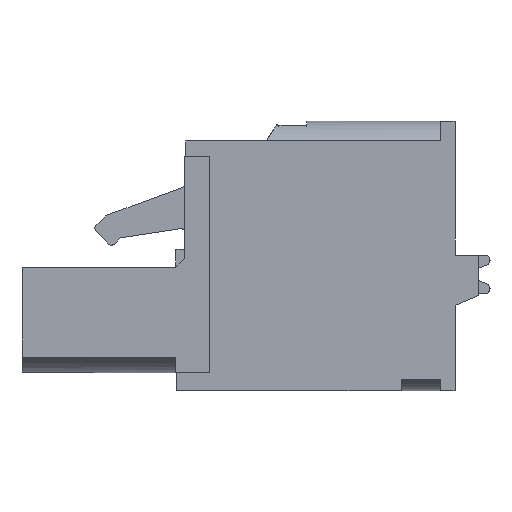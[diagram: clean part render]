
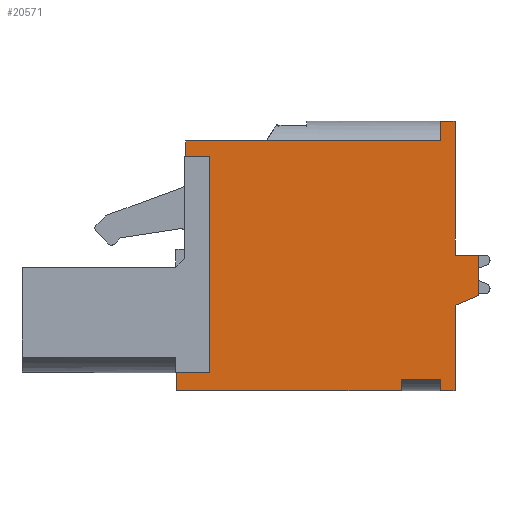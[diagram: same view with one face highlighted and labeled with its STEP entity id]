
A CAD part, left-side view. The second image highlights one B-rep face of the part: STEP entity #20571.
In plain terms, the highlighted planar face has unit normal (-1, 0, 0).
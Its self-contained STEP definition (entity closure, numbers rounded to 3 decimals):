
#1848=ORIENTED_EDGE('',*,*,#7753,.T.);
#1849=ORIENTED_EDGE('',*,*,#6840,.T.);
#1850=ORIENTED_EDGE('',*,*,#7328,.T.);
#1851=ORIENTED_EDGE('',*,*,#7137,.T.);
#1852=ORIENTED_EDGE('',*,*,#7754,.T.);
#1853=ORIENTED_EDGE('',*,*,#7067,.T.);
#1854=ORIENTED_EDGE('',*,*,#7288,.F.);
#1855=ORIENTED_EDGE('',*,*,#7200,.F.);
#1856=ORIENTED_EDGE('',*,*,#7755,.T.);
#1857=ORIENTED_EDGE('',*,*,#7737,.T.);
#1858=ORIENTED_EDGE('',*,*,#7756,.T.);
#1859=ORIENTED_EDGE('',*,*,#7757,.F.);
#1860=ORIENTED_EDGE('',*,*,#6945,.T.);
#1861=ORIENTED_EDGE('',*,*,#7758,.T.);
#1862=ORIENTED_EDGE('',*,*,#7759,.T.);
#1863=ORIENTED_EDGE('',*,*,#7760,.F.);
#1864=ORIENTED_EDGE('',*,*,#7761,.F.);
#1865=ORIENTED_EDGE('',*,*,#7239,.T.);
#6840=EDGE_CURVE('',#9901,#9900,#11913,.T.);
#6945=EDGE_CURVE('',#10006,#10005,#11990,.T.);
#7067=EDGE_CURVE('',#10128,#10127,#12110,.T.);
#7137=EDGE_CURVE('',#10198,#10197,#12180,.T.);
#7200=EDGE_CURVE('',#10259,#10260,#12243,.T.);
#7239=EDGE_CURVE('',#10299,#10298,#12282,.T.);
#7288=EDGE_CURVE('',#10260,#10127,#12316,.T.);
#7328=EDGE_CURVE('',#9900,#10198,#12356,.T.);
#7737=EDGE_CURVE('',#10618,#10617,#12664,.T.);
#7753=EDGE_CURVE('',#10298,#9901,#12670,.T.);
#7754=EDGE_CURVE('',#10197,#10128,#12671,.T.);
#7755=EDGE_CURVE('',#10259,#10618,#12672,.T.);
#7756=EDGE_CURVE('',#10617,#10626,#12673,.T.);
#7757=EDGE_CURVE('',#10006,#10626,#12674,.T.);
#7758=EDGE_CURVE('',#10005,#10627,#12675,.T.);
#7759=EDGE_CURVE('',#10627,#10628,#12676,.T.);
#7760=EDGE_CURVE('',#10629,#10628,#12677,.T.);
#7761=EDGE_CURVE('',#10299,#10629,#12678,.T.);
#9900=VERTEX_POINT('',#28638);
#9901=VERTEX_POINT('',#28640);
#10005=VERTEX_POINT('',#28849);
#10006=VERTEX_POINT('',#28851);
#10127=VERTEX_POINT('',#29102);
#10128=VERTEX_POINT('',#29104);
#10197=VERTEX_POINT('',#29243);
#10198=VERTEX_POINT('',#29245);
#10259=VERTEX_POINT('',#29369);
#10260=VERTEX_POINT('',#29371);
#10298=VERTEX_POINT('',#29448);
#10299=VERTEX_POINT('',#29450);
#10617=VERTEX_POINT('',#30435);
#10618=VERTEX_POINT('',#30437);
#10626=VERTEX_POINT('',#30469);
#10627=VERTEX_POINT('',#30472);
#10628=VERTEX_POINT('',#30474);
#10629=VERTEX_POINT('',#30476);
#11913=LINE('',#28639,#14564);
#11990=LINE('',#28850,#14641);
#12110=LINE('',#29103,#14761);
#12180=LINE('',#29244,#14831);
#12243=LINE('',#29370,#14894);
#12282=LINE('',#29449,#14933);
#12316=LINE('',#29546,#14967);
#12356=LINE('',#29613,#15007);
#12664=LINE('',#30436,#15315);
#12670=LINE('',#30465,#15321);
#12671=LINE('',#30466,#15322);
#12672=LINE('',#30467,#15323);
#12673=LINE('',#30468,#15324);
#12674=LINE('',#30470,#15325);
#12675=LINE('',#30471,#15326);
#12676=LINE('',#30473,#15327);
#12677=LINE('',#30475,#15328);
#12678=LINE('',#30477,#15329);
#14564=VECTOR('',#23033,1000.);
#14641=VECTOR('',#23168,1000.);
#14761=VECTOR('',#23310,1000.);
#14831=VECTOR('',#23382,1000.);
#14894=VECTOR('',#23447,1000.);
#14933=VECTOR('',#23488,1000.);
#14967=VECTOR('',#23572,1000.);
#15007=VECTOR('',#23614,1000.);
#15315=VECTOR('',#24346,1000.);
#15321=VECTOR('',#24382,1000.);
#15322=VECTOR('',#24383,1000.);
#15323=VECTOR('',#24384,1000.);
#15324=VECTOR('',#24385,1000.);
#15325=VECTOR('',#24386,1000.);
#15326=VECTOR('',#24387,1000.);
#15327=VECTOR('',#24388,1000.);
#15328=VECTOR('',#24389,1000.);
#15329=VECTOR('',#24390,1000.);
#17370=EDGE_LOOP('',(#1848,#1849,#1850,#1851,#1852,#1853,#1854,#1855,#1856,
#1857,#1858,#1859,#1860,#1861,#1862,#1863,#1864,#1865));
#18541=FACE_BOUND('',#17370,.T.);
#19653=PLANE('',#21829);
#20571=ADVANCED_FACE('',(#18541),#19653,.T.);
#21829=AXIS2_PLACEMENT_3D('',#30464,#24380,#24381);
#23033=DIRECTION('',(0.,1.,0.));
#23168=DIRECTION('',(0.,0.,1.));
#23310=DIRECTION('',(0.,1.,0.));
#23382=DIRECTION('',(0.,-1.,0.));
#23447=DIRECTION('',(0.,1.,0.));
#23488=DIRECTION('',(0.,1.,0.));
#23572=DIRECTION('',(0.,0.,1.));
#23614=DIRECTION('',(0.,0.,-1.));
#24346=DIRECTION('',(0.,-1.,0.));
#24380=DIRECTION('',(-1.,0.,0.));
#24381=DIRECTION('',(0.,0.,1.));
#24382=DIRECTION('',(0.,0.,-1.));
#24383=DIRECTION('',(0.,0.,-1.));
#24384=DIRECTION('',(0.,0.,1.));
#24385=DIRECTION('',(0.,0.,-1.));
#24386=DIRECTION('',(0.,1.,0.));
#24387=DIRECTION('',(0.,-0.921,0.39));
#24388=DIRECTION('',(0.,0.,1.));
#24389=DIRECTION('',(0.,-1.,0.));
#24390=DIRECTION('',(0.,0.,-1.));
#28638=CARTESIAN_POINT('',(-17.78,7.9,6.4));
#28639=CARTESIAN_POINT('',(-17.78,3.4,6.4));
#28640=CARTESIAN_POINT('',(-17.78,-6.3,6.4));
#28849=CARTESIAN_POINT('',(-17.78,-7.1,-2.75));
#28850=CARTESIAN_POINT('',(-17.78,-7.1,-7.5));
#28851=CARTESIAN_POINT('',(-17.78,-7.1,-7.5));
#29102=CARTESIAN_POINT('',(-17.78,8.4,-6.5));
#29103=CARTESIAN_POINT('',(-17.78,8.4,-6.5));
#29104=CARTESIAN_POINT('',(-17.78,6.57,-6.5));
#29243=CARTESIAN_POINT('',(-17.78,6.57,5.55));
#29244=CARTESIAN_POINT('',(-17.78,7.9,5.55));
#29245=CARTESIAN_POINT('',(-17.78,7.9,5.55));
#29369=CARTESIAN_POINT('',(-17.78,-4.1,-7.5));
#29370=CARTESIAN_POINT('',(-17.78,-8.4,-7.5));
#29371=CARTESIAN_POINT('',(-17.78,8.4,-7.5));
#29448=CARTESIAN_POINT('',(-17.78,-6.3,7.5));
#29449=CARTESIAN_POINT('',(-17.78,-8.4,7.5));
#29450=CARTESIAN_POINT('',(-17.78,-7.1,7.5));
#29546=CARTESIAN_POINT('',(-17.78,8.4,-7.5));
#29613=CARTESIAN_POINT('',(-17.78,7.9,6.4));
#30435=CARTESIAN_POINT('',(-17.78,-6.3,-6.9));
#30436=CARTESIAN_POINT('',(-17.78,-4.1,-6.9));
#30437=CARTESIAN_POINT('',(-17.78,-4.1,-6.9));
#30464=CARTESIAN_POINT('',(-17.78,-8.4,-7.5));
#30465=CARTESIAN_POINT('',(-17.78,-6.3,7.701));
#30466=CARTESIAN_POINT('',(-17.78,6.57,5.55));
#30467=CARTESIAN_POINT('',(-17.78,-4.1,-7.5));
#30468=CARTESIAN_POINT('',(-17.78,-6.3,-6.9));
#30469=CARTESIAN_POINT('',(-17.78,-6.3,-7.5));
#30470=CARTESIAN_POINT('',(-17.78,-8.4,-7.5));
#30471=CARTESIAN_POINT('',(-17.78,-7.1,-2.75));
#30472=CARTESIAN_POINT('',(-17.78,-8.4,-2.2));
#30473=CARTESIAN_POINT('',(-17.78,-8.4,-7.5));
#30474=CARTESIAN_POINT('',(-17.78,-8.4,0.05));
#30475=CARTESIAN_POINT('',(-17.78,-8.4,0.05));
#30476=CARTESIAN_POINT('',(-17.78,-7.1,0.05));
#30477=CARTESIAN_POINT('',(-17.78,-7.1,7.5));
